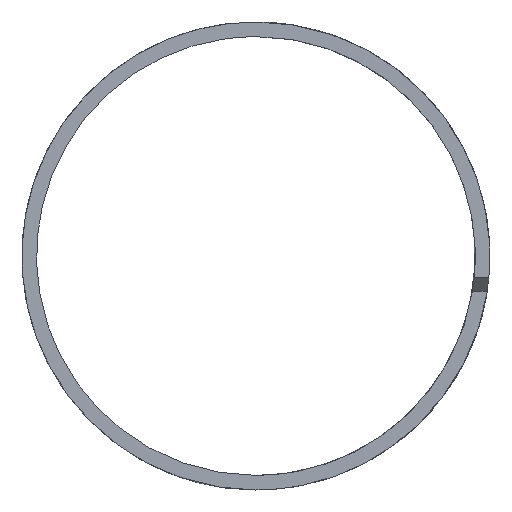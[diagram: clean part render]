
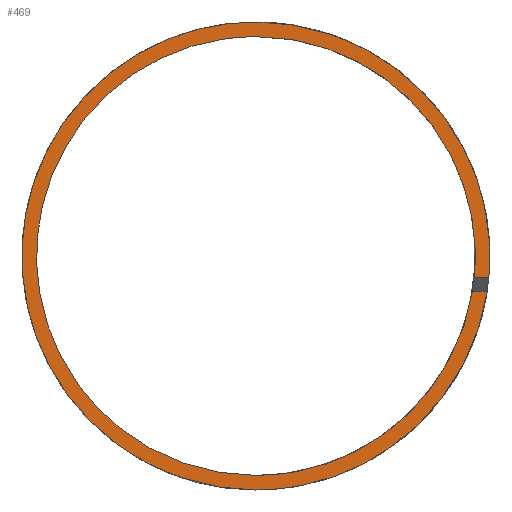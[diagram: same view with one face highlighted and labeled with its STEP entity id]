
A CAD part, front view. The second image highlights one B-rep face of the part: STEP entity #469.
In plain terms, the highlighted free-form (B-spline) face has degree [1, 1] with [2, 2] control points.
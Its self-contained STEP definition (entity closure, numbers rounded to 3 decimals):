
#72 = VERTEX_POINT('',#73);
#73 = CARTESIAN_POINT('',(0.,0.,-22.01));
#78 = EDGE_CURVE('',#72,#79,#81,.T.);
#79 = VERTEX_POINT('',#80);
#80 = CARTESIAN_POINT('',(0.,0.,22.01));
#81 = ( BOUNDED_CURVE() B_SPLINE_CURVE(2,(#82,#83,#84,#85,#86),
.UNSPECIFIED.,.F.,.F.) B_SPLINE_CURVE_WITH_KNOTS((3,2,3),(3.142,
4.712,6.283),.PIECEWISE_BEZIER_KNOTS.) CURVE() 
GEOMETRIC_REPRESENTATION_ITEM() RATIONAL_B_SPLINE_CURVE((1.,
0.707,1.,0.707,1.)) REPRESENTATION_ITEM('') );
#82 = CARTESIAN_POINT('',(0.,0.,-22.01));
#83 = CARTESIAN_POINT('',(-22.01,0.,-22.01));
#84 = CARTESIAN_POINT('',(-22.01,0.,0.));
#85 = CARTESIAN_POINT('',(-22.01,0.,22.01));
#86 = CARTESIAN_POINT('',(0.,0.,22.01));
#117 = EDGE_CURVE('',#79,#118,#120,.T.);
#118 = VERTEX_POINT('',#119);
#119 = CARTESIAN_POINT('',(21.899,0.,-2.201));
#120 = ( BOUNDED_CURVE() B_SPLINE_CURVE(2,(#121,#122,#123),
.UNSPECIFIED.,.F.,.F.) B_SPLINE_CURVE_WITH_KNOTS((3,3),(0.,
1.671),.PIECEWISE_BEZIER_KNOTS.) CURVE() 
GEOMETRIC_REPRESENTATION_ITEM() RATIONAL_B_SPLINE_CURVE((1.,
0.671,1.)) REPRESENTATION_ITEM('') );
#121 = CARTESIAN_POINT('',(0.,0.,22.01));
#122 = CARTESIAN_POINT('',(24.333,0.,22.01));
#123 = CARTESIAN_POINT('',(21.899,0.,-2.201));
#180 = VERTEX_POINT('',#181);
#181 = CARTESIAN_POINT('',(21.727,0.,-3.513));
#190 = EDGE_CURVE('',#180,#72,#191,.T.);
#191 = ( BOUNDED_CURVE() B_SPLINE_CURVE(2,(#192,#193,#194),
.UNSPECIFIED.,.F.,.F.) B_SPLINE_CURVE_WITH_KNOTS((3,3),(1.731,
3.142),.PIECEWISE_BEZIER_KNOTS.) CURVE() 
GEOMETRIC_REPRESENTATION_ITEM() RATIONAL_B_SPLINE_CURVE((1.,
0.761,1.)) REPRESENTATION_ITEM('') );
#192 = CARTESIAN_POINT('',(21.727,0.,-3.513));
#193 = CARTESIAN_POINT('',(18.736,0.,-22.01));
#194 = CARTESIAN_POINT('',(0.,0.,-22.01));
#266 = VERTEX_POINT('',#267);
#267 = CARTESIAN_POINT('',(0.,0.,23.477));
#272 = EDGE_CURVE('',#266,#273,#275,.T.);
#273 = VERTEX_POINT('',#274);
#274 = CARTESIAN_POINT('',(23.374,0.,-2.201));
#275 = ( BOUNDED_CURVE() B_SPLINE_CURVE(2,(#276,#277,#278),
.UNSPECIFIED.,.F.,.F.) B_SPLINE_CURVE_WITH_KNOTS((3,3),(0.,
1.665),.PIECEWISE_BEZIER_KNOTS.) CURVE() 
GEOMETRIC_REPRESENTATION_ITEM() RATIONAL_B_SPLINE_CURVE((1.,
0.673,1.)) REPRESENTATION_ITEM('') );
#276 = CARTESIAN_POINT('',(0.,0.,23.477));
#277 = CARTESIAN_POINT('',(25.791,0.,23.477));
#278 = CARTESIAN_POINT('',(23.374,0.,-2.201));
#377 = VERTEX_POINT('',#378);
#378 = CARTESIAN_POINT('',(0.,0.,-23.477));
#383 = EDGE_CURVE('',#377,#266,#384,.T.);
#384 = ( BOUNDED_CURVE() B_SPLINE_CURVE(2,(#385,#386,#387,#388,#389),
.UNSPECIFIED.,.F.,.F.) B_SPLINE_CURVE_WITH_KNOTS((3,2,3),(3.142,
4.712,6.283),.PIECEWISE_BEZIER_KNOTS.) CURVE() 
GEOMETRIC_REPRESENTATION_ITEM() RATIONAL_B_SPLINE_CURVE((1.,
0.707,1.,0.707,1.)) REPRESENTATION_ITEM('') );
#385 = CARTESIAN_POINT('',(0.,0.,-23.477));
#386 = CARTESIAN_POINT('',(-23.477,0.,-23.477));
#387 = CARTESIAN_POINT('',(-23.477,0.,0.));
#388 = CARTESIAN_POINT('',(-23.477,0.,23.477));
#389 = CARTESIAN_POINT('',(0.,0.,23.477));
#415 = VERTEX_POINT('',#416);
#416 = CARTESIAN_POINT('',(23.213,0.,-3.513));
#423 = EDGE_CURVE('',#415,#377,#424,.T.);
#424 = ( BOUNDED_CURVE() B_SPLINE_CURVE(2,(#425,#426,#427),
.UNSPECIFIED.,.F.,.F.) B_SPLINE_CURVE_WITH_KNOTS((3,3),(1.721,
3.142),.PIECEWISE_BEZIER_KNOTS.) CURVE() 
GEOMETRIC_REPRESENTATION_ITEM() RATIONAL_B_SPLINE_CURVE((1.,
0.758,1.)) REPRESENTATION_ITEM('') );
#425 = CARTESIAN_POINT('',(23.213,0.,-3.513));
#426 = CARTESIAN_POINT('',(20.191,0.,-23.477));
#427 = CARTESIAN_POINT('',(0.,0.,-23.477));
#469 = ADVANCED_FACE('',(#470),#488,.F.);
#470 = FACE_BOUND('',#471,.T.);
#471 = EDGE_LOOP('',(#472,#477,#478,#479,#480,#485,#486,#487));
#472 = ORIENTED_EDGE('',*,*,#473,.F.);
#473 = EDGE_CURVE('',#180,#415,#474,.T.);
#474 = B_SPLINE_CURVE_WITH_KNOTS('',1,(#475,#476),.UNSPECIFIED.,.F.,.F.,
  (2,2),(14.808,15.82),.PIECEWISE_BEZIER_KNOTS.);
#475 = CARTESIAN_POINT('',(21.727,0.,-3.513));
#476 = CARTESIAN_POINT('',(23.213,0.,-3.513));
#477 = ORIENTED_EDGE('',*,*,#190,.T.);
#478 = ORIENTED_EDGE('',*,*,#78,.T.);
#479 = ORIENTED_EDGE('',*,*,#117,.T.);
#480 = ORIENTED_EDGE('',*,*,#481,.T.);
#481 = EDGE_CURVE('',#118,#273,#482,.T.);
#482 = B_SPLINE_CURVE_WITH_KNOTS('',1,(#483,#484),.UNSPECIFIED.,.F.,.F.,
  (2,2),(16.925,17.93),.PIECEWISE_BEZIER_KNOTS.);
#483 = CARTESIAN_POINT('',(21.899,0.,-2.201));
#484 = CARTESIAN_POINT('',(23.374,0.,-2.201));
#485 = ORIENTED_EDGE('',*,*,#272,.F.);
#486 = ORIENTED_EDGE('',*,*,#383,.F.);
#487 = ORIENTED_EDGE('',*,*,#423,.F.);
#488 = B_SPLINE_SURFACE_WITH_KNOTS('',1,1,(
    (#489,#490)
    ,(#491,#492
    )),.UNSPECIFIED.,.F.,.F.,.F.,(2,2),(2,2),(-16.,16.),(-16.,16.),
  .PIECEWISE_BEZIER_KNOTS.);
#489 = CARTESIAN_POINT('',(-23.477,0.,-23.477));
#490 = CARTESIAN_POINT('',(23.477,0.,-23.477));
#491 = CARTESIAN_POINT('',(-23.477,0.,23.477));
#492 = CARTESIAN_POINT('',(23.477,0.,23.477));
